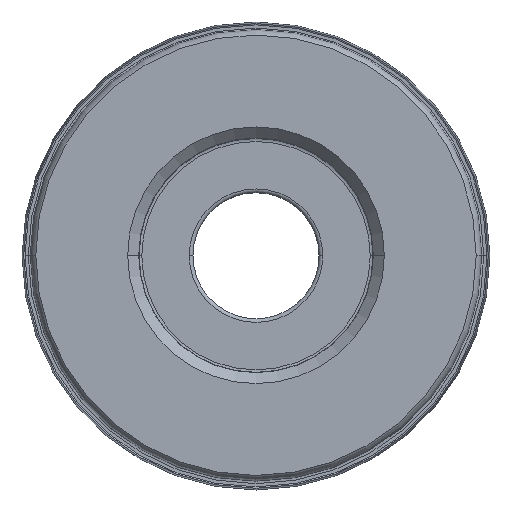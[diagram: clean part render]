
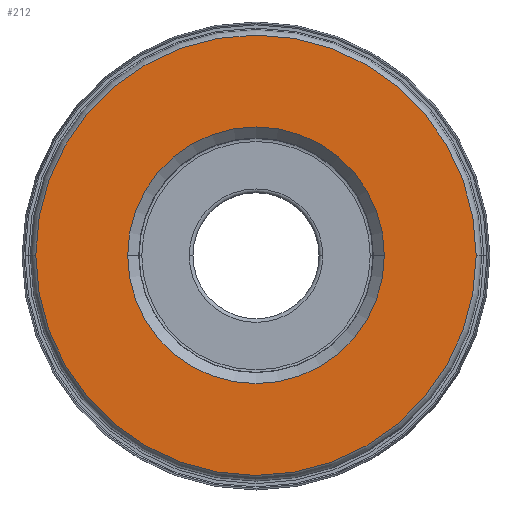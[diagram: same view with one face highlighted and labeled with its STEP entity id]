
A CAD part, top view. The second image highlights one B-rep face of the part: STEP entity #212.
In plain terms, the highlighted planar face has unit normal (0, 0, 1).
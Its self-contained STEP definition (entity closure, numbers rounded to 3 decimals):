
#64=PLANE('',#1940);
#73=FACE_BOUND('',#413,.T.);
#74=FACE_BOUND('',#414,.T.);
#212=ADVANCED_FACE('',(#73,#74),#64,.T.);
#413=EDGE_LOOP('',(#808,#809,#810,#811));
#414=EDGE_LOOP('',(#812,#813,#814,#815));
#808=ORIENTED_EDGE('',*,*,#1194,.T.);
#809=ORIENTED_EDGE('',*,*,#1195,.T.);
#810=ORIENTED_EDGE('',*,*,#1196,.F.);
#811=ORIENTED_EDGE('',*,*,#1197,.T.);
#812=ORIENTED_EDGE('',*,*,#1187,.T.);
#813=ORIENTED_EDGE('',*,*,#1186,.T.);
#814=ORIENTED_EDGE('',*,*,#1191,.T.);
#815=ORIENTED_EDGE('',*,*,#1190,.T.);
#977=VERTEX_POINT('',#2973);
#978=VERTEX_POINT('',#2975);
#979=VERTEX_POINT('',#2977);
#981=VERTEX_POINT('',#2983);
#982=VERTEX_POINT('',#2991);
#983=VERTEX_POINT('',#2992);
#984=VERTEX_POINT('',#2994);
#985=VERTEX_POINT('',#2996);
#1186=EDGE_CURVE('',#978,#977,#1341,.T.);
#1187=EDGE_CURVE('',#979,#978,#1342,.T.);
#1190=EDGE_CURVE('',#981,#979,#1344,.T.);
#1191=EDGE_CURVE('',#977,#981,#1345,.T.);
#1194=EDGE_CURVE('',#982,#983,#1348,.T.);
#1195=EDGE_CURVE('',#983,#984,#1349,.T.);
#1196=EDGE_CURVE('',#985,#984,#1350,.T.);
#1197=EDGE_CURVE('',#985,#982,#1351,.T.);
#1341=CIRCLE('',#1925,13.935);
#1342=CIRCLE('',#1926,13.935);
#1344=CIRCLE('',#1929,13.935);
#1345=CIRCLE('',#1930,13.935);
#1348=CIRCLE('',#1936,23.91);
#1349=CIRCLE('',#1937,23.91);
#1350=CIRCLE('',#1938,23.91);
#1351=CIRCLE('',#1939,23.91);
#1925=AXIS2_PLACEMENT_3D('',#2974,#2476,#2477);
#1926=AXIS2_PLACEMENT_3D('',#2976,#2478,#2479);
#1929=AXIS2_PLACEMENT_3D('',#2982,#2485,#2486);
#1930=AXIS2_PLACEMENT_3D('',#2984,#2487,#2488);
#1936=AXIS2_PLACEMENT_3D('',#2990,#2499,#2500);
#1937=AXIS2_PLACEMENT_3D('',#2993,#2501,#2502);
#1938=AXIS2_PLACEMENT_3D('',#2995,#2503,#2504);
#1939=AXIS2_PLACEMENT_3D('',#2997,#2505,#2506);
#1940=AXIS2_PLACEMENT_3D('',#2998,#2507,#2508);
#2476=DIRECTION('',(0.,0.,-1.));
#2477=DIRECTION('',(0.,-1.,0.));
#2478=DIRECTION('',(0.,0.,-1.));
#2479=DIRECTION('',(1.,0.,0.));
#2485=DIRECTION('',(0.,0.,-1.));
#2486=DIRECTION('',(0.,1.,0.));
#2487=DIRECTION('',(0.,0.,-1.));
#2488=DIRECTION('',(-1.,0.,0.));
#2499=DIRECTION('',(0.,0.,1.));
#2500=DIRECTION('',(-1.,0.,0.));
#2501=DIRECTION('',(0.,0.,1.));
#2502=DIRECTION('',(1.,-0.001,0.));
#2503=DIRECTION('',(0.,0.,-1.));
#2504=DIRECTION('',(1.,0.,0.));
#2505=DIRECTION('',(0.,0.,1.));
#2506=DIRECTION('',(-1.,0.,0.));
#2507=DIRECTION('',(0.,0.,1.));
#2508=DIRECTION('',(0.,-1.,0.));
#2973=CARTESIAN_POINT('',(-13.935,0.,0.));
#2974=CARTESIAN_POINT('',(0.,0.,0.));
#2975=CARTESIAN_POINT('',(0.,-13.935,0.));
#2976=CARTESIAN_POINT('',(0.,0.,0.));
#2977=CARTESIAN_POINT('',(13.935,0.,0.));
#2982=CARTESIAN_POINT('',(0.,0.,0.));
#2983=CARTESIAN_POINT('',(0.,13.935,0.));
#2984=CARTESIAN_POINT('',(0.,0.,0.));
#2990=CARTESIAN_POINT('',(0.,0.,0.));
#2991=CARTESIAN_POINT('',(-23.91,0.,0.));
#2992=CARTESIAN_POINT('',(23.91,-0.021,0.));
#2993=CARTESIAN_POINT('',(0.,0.,0.));
#2994=CARTESIAN_POINT('',(23.91,0.,0.));
#2995=CARTESIAN_POINT('',(0.,0.,0.));
#2996=CARTESIAN_POINT('',(-23.91,0.021,0.));
#2997=CARTESIAN_POINT('',(0.,0.,0.));
#2998=CARTESIAN_POINT('',(0.,0.,0.));
